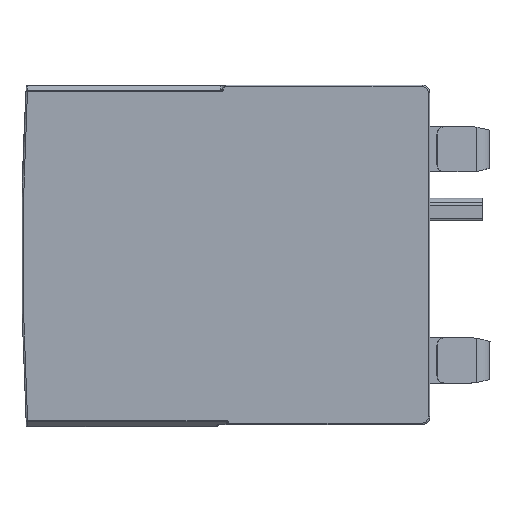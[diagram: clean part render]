
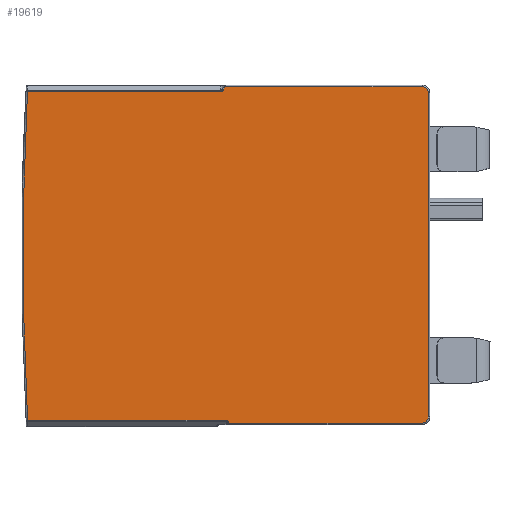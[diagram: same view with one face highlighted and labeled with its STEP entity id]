
A CAD part, left-side view. The second image highlights one B-rep face of the part: STEP entity #19619.
In plain terms, the highlighted planar face has unit normal (-1, 0, 0).
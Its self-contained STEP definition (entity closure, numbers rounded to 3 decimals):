
#4723=DIRECTION('',(0.,-1.,0.));
#4724=VECTOR('',#4723,25.663);
#4725=CARTESIAN_POINT('',(-8.847,76.346,21.667));
#4726=LINE('',#4725,#4724);
#4803=DIRECTION('',(0.,-1.,0.));
#4804=VECTOR('',#4803,26.07);
#4805=CARTESIAN_POINT('',(-8.847,50.07,22.3));
#4806=LINE('',#4805,#4804);
#4817=CARTESIAN_POINT('',(-8.847,50.4,21.833));
#4818=CARTESIAN_POINT('',(-8.847,50.425,21.797));
#4819=CARTESIAN_POINT('',(-8.847,50.48,21.737));
#4820=CARTESIAN_POINT('',(-8.847,50.583,21.679));
#4821=CARTESIAN_POINT('',(-8.847,50.649,21.667));
#4822=CARTESIAN_POINT('',(-8.847,50.683,21.667));
#4827=DIRECTION('',(0.,0.577,-0.816));
#4828=VECTOR('',#4827,0.572);
#4829=CARTESIAN_POINT('',(-8.847,50.07,22.3));
#4830=LINE('',#4829,#4828);
#4834=CARTESIAN_POINT('',(-8.847,24.,21.5));
#4835=DIRECTION('',(-1.,0.,0.));
#4836=DIRECTION('',(0.,-1.,0.));
#4837=AXIS2_PLACEMENT_3D('',#4834,#4835,#4836);
#4842=CARTESIAN_POINT('',(-8.847,24.,-21.5));
#4843=DIRECTION('',(-1.,0.,0.));
#4844=DIRECTION('',(0.,0.,-1.));
#4845=AXIS2_PLACEMENT_3D('',#4842,#4843,#4844);
#4850=CARTESIAN_POINT('',(-8.847,-322.867,0.));
#4851=DIRECTION('',(-1.,0.,0.));
#4852=DIRECTION('',(0.,0.999,0.054));
#4853=AXIS2_PLACEMENT_3D('',#4850,#4851,#4852);
#8206=DIRECTION('',(0.,1.,0.));
#8207=VECTOR('',#8206,26.329);
#8208=CARTESIAN_POINT('',(-8.847,50.,
-21.967));
#8209=LINE('',#8208,#8207);
#8221=CARTESIAN_POINT('',(-8.847,49.635,
-22.3));
#8222=CARTESIAN_POINT('',(-8.847,49.653,
-22.247));
#8223=CARTESIAN_POINT('',(-8.847,49.696,
-22.153));
#8224=CARTESIAN_POINT('',(-8.847,49.785,
-22.046));
#8225=CARTESIAN_POINT('',(-8.847,49.893,
-21.981));
#8226=CARTESIAN_POINT('',(-8.847,49.964,
-21.967));
#8227=CARTESIAN_POINT('',(-8.847,50.,
-21.967));
#8286=DIRECTION('',(0.,1.,0.));
#8287=VECTOR('',#8286,25.635);
#8288=CARTESIAN_POINT('',(-8.847,24.,-22.3));
#8289=LINE('',#8288,#8287);
#8470=DIRECTION('',(0.,0.,-1.));
#8471=VECTOR('',#8470,43.);
#8472=CARTESIAN_POINT('',(-8.847,23.2,21.5));
#8473=LINE('',#8472,#8471);
#16833=CARTESIAN_POINT('',(-8.847,50.07,
22.3));
#16834=CARTESIAN_POINT('',(-8.847,24.,22.3));
#16835=VERTEX_POINT('',#16833);
#16836=VERTEX_POINT('',#16834);
#16916=CARTESIAN_POINT('',(-8.847,23.2,21.5));
#16917=VERTEX_POINT('',#16916);
#16931=CARTESIAN_POINT('',(-8.847,50.,
-21.967));
#16932=VERTEX_POINT('',#16931);
#16933=CARTESIAN_POINT('',(-8.847,76.329,
-21.967));
#16934=VERTEX_POINT('',#16933);
#16944=CARTESIAN_POINT('',(-8.847,76.346,
21.667));
#16945=VERTEX_POINT('',#16944);
#16981=CARTESIAN_POINT('',(-8.847,23.2,-21.5));
#16982=VERTEX_POINT('',#16981);
#16983=CARTESIAN_POINT('',(-8.847,24.,-22.3));
#16984=VERTEX_POINT('',#16983);
#18022=CARTESIAN_POINT('',(-8.847,49.635,-22.3));
#18023=VERTEX_POINT('',#18022);
#18056=CARTESIAN_POINT('',(-8.847,50.683,
21.667));
#18057=VERTEX_POINT('',#18056);
#18060=CARTESIAN_POINT('',(-8.847,50.4,
21.833));
#18061=VERTEX_POINT('',#18060);
#19594=CARTESIAN_POINT('',(-8.847,56.3,1.1));
#19595=DIRECTION('',(1.,0.,0.));
#19596=DIRECTION('',(0.,0.,-1.));
#19597=AXIS2_PLACEMENT_3D('',#19594,#19595,#19596);
#19598=PLANE('',#19597);
#19599=ORIENTED_EDGE('',*,*,#19519,.F.);
#19600=ORIENTED_EDGE('',*,*,#19537,.F.);
#19601=ORIENTED_EDGE('',*,*,#19585,.T.);
#19603=ORIENTED_EDGE('',*,*,#19602,.F.);
#19605=ORIENTED_EDGE('',*,*,#19604,.T.);
#19607=ORIENTED_EDGE('',*,*,#19606,.F.);
#19609=ORIENTED_EDGE('',*,*,#19608,.T.);
#19611=ORIENTED_EDGE('',*,*,#19610,.T.);
#19613=ORIENTED_EDGE('',*,*,#19612,.T.);
#19615=ORIENTED_EDGE('',*,*,#19614,.F.);
#19616=ORIENTED_EDGE('',*,*,#19448,.T.);
#19617=EDGE_LOOP('',(#19599,#19600,#19601,#19603,#19605,#19607,#19609,#19611,
#19613,#19615,#19616));
#19618=FACE_OUTER_BOUND('',#19617,.F.);
#4823=B_SPLINE_CURVE_WITH_KNOTS('',3,(#4817,#4818,#4819,#4820,#4821,#4822),
.UNSPECIFIED.,.F.,.F.,(4,1,1,4),(0.,0.333,0.667,1.),
.UNSPECIFIED.);
#4838=CIRCLE('',#4837,0.8);
#4846=CIRCLE('',#4845,0.8);
#4854=CIRCLE('',#4853,399.8);
#8228=B_SPLINE_CURVE_WITH_KNOTS('',3,(#8221,#8222,#8223,#8224,#8225,#8226,
#8227),.UNSPECIFIED.,.F.,.F.,(4,1,1,1,4),(0.,0.25,0.5,0.75,1.),
.UNSPECIFIED.);
#19448=EDGE_CURVE('',#16945,#18057,#4726,.T.);
#19519=EDGE_CURVE('',#18061,#18057,#4823,.T.);
#19537=EDGE_CURVE('',#16835,#18061,#4830,.T.);
#19585=EDGE_CURVE('',#16835,#16836,#4806,.T.);
#19602=EDGE_CURVE('',#16917,#16836,#4838,.T.);
#19604=EDGE_CURVE('',#16917,#16982,#8473,.T.);
#19606=EDGE_CURVE('',#16984,#16982,#4846,.T.);
#19608=EDGE_CURVE('',#16984,#18023,#8289,.T.);
#19610=EDGE_CURVE('',#18023,#16932,#8228,.T.);
#19612=EDGE_CURVE('',#16932,#16934,#8209,.T.);
#19614=EDGE_CURVE('',#16945,#16934,#4854,.T.);
#19619=ADVANCED_FACE('',(#19618),#19598,.F.);
